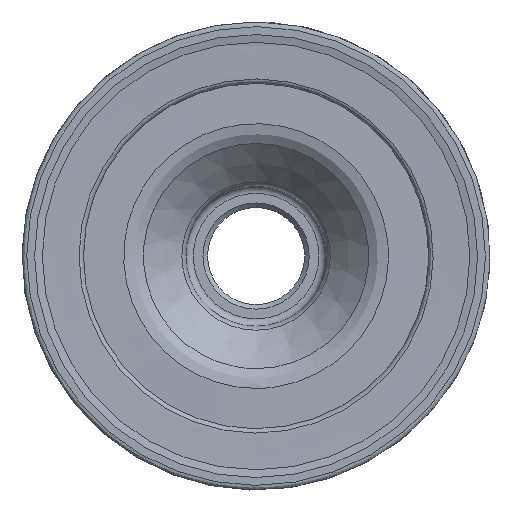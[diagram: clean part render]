
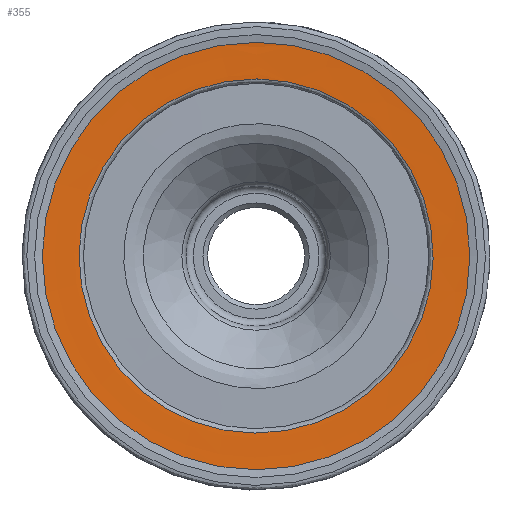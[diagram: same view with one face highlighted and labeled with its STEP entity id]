
A CAD part, front view. The second image highlights one B-rep face of the part: STEP entity #355.
In plain terms, the highlighted face is a revolution surface.
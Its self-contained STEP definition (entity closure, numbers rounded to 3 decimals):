
#109=SURFACE_OF_REVOLUTION('',#1004,#123);
#123=AXIS1_PLACEMENT('',#3592,#1299);
#285=CIRCLE('',#1097,19.233);
#286=CIRCLE('',#1098,23.216);
#355=ADVANCED_FACE('',(#438,#439),#109,.F.);
#438=FACE_BOUND('',#550,.T.);
#439=FACE_BOUND('',#551,.T.);
#550=EDGE_LOOP('',(#752));
#551=EDGE_LOOP('',(#753));
#752=ORIENTED_EDGE('',*,*,#947,.T.);
#753=ORIENTED_EDGE('',*,*,#948,.F.);
#846=VERTEX_POINT('',#3571);
#847=VERTEX_POINT('',#3580);
#947=EDGE_CURVE('',#846,#846,#285,.T.);
#948=EDGE_CURVE('',#847,#847,#286,.T.);
#1004=B_SPLINE_CURVE_WITH_KNOTS('',5,(#3581,#3582,#3583,#3584,#3585,#3586,
#3587,#3588,#3589,#3590,#3591),.UNSPECIFIED.,.F.,.F.,(6,1,1,1,1,1,6),(0.,
0.173,0.38,0.587,0.793,
0.932,1.),.UNSPECIFIED.);
#1097=AXIS2_PLACEMENT_3D('',#3570,#1294,#1295);
#1098=AXIS2_PLACEMENT_3D('',#3579,#1297,#1298);
#1294=DIRECTION('',(0.,1.,0.));
#1295=DIRECTION('',(0.,0.,1.));
#1297=DIRECTION('',(0.,1.,0.));
#1298=DIRECTION('',(0.,0.,1.));
#1299=DIRECTION('',(0.,1.,0.));
#3570=CARTESIAN_POINT('',(0.,0.303,0.));
#3571=CARTESIAN_POINT('',(0.,0.303,19.233));
#3579=CARTESIAN_POINT('',(0.,0.181,0.));
#3580=CARTESIAN_POINT('',(0.,0.181,23.216));
#3581=CARTESIAN_POINT('',(22.993,0.181,3.209));
#3582=CARTESIAN_POINT('',(22.859,0.203,3.183));
#3583=CARTESIAN_POINT('',(22.561,0.235,3.119));
#3584=CARTESIAN_POINT('',(22.107,0.233,3.));
#3585=CARTESIAN_POINT('',(21.492,0.218,2.835));
#3586=CARTESIAN_POINT('',(20.768,0.258,2.658));
#3587=CARTESIAN_POINT('',(20.125,0.277,2.499));
#3588=CARTESIAN_POINT('',(19.638,0.276,2.399));
#3589=CARTESIAN_POINT('',(19.309,0.285,2.359));
#3590=CARTESIAN_POINT('',(19.144,0.298,2.352));
#3591=CARTESIAN_POINT('',(19.089,0.303,2.351));
#3592=CARTESIAN_POINT('',(0.,0.,0.));
